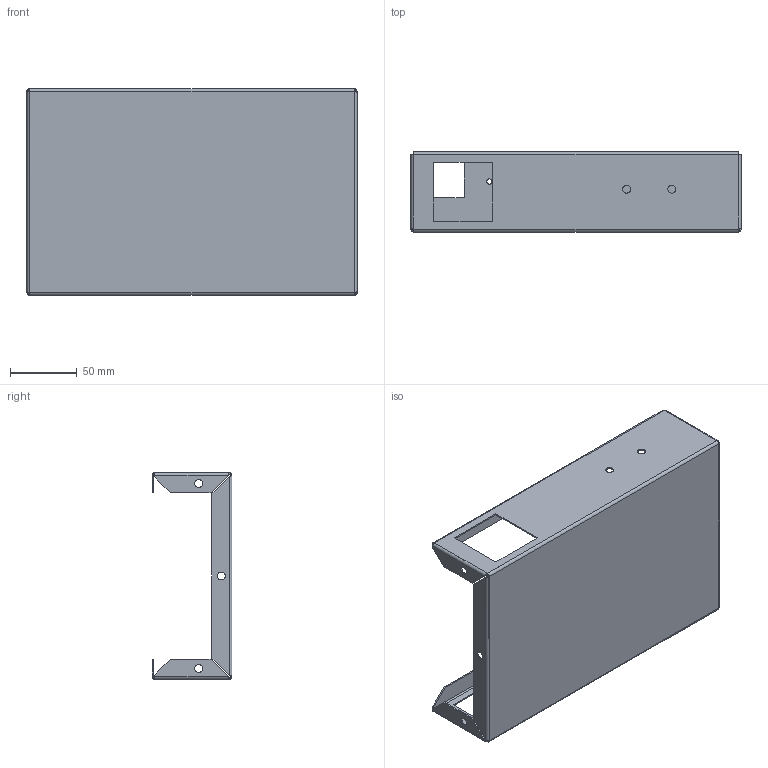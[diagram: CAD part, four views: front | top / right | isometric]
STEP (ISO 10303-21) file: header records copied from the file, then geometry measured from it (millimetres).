
FILE_DESCRIPTION(/* description */ (''),/* implementation_level */ '2;1');
FILE_NAME(/* name */ 'Box base.stp',/* time_stamp */ '2020-08-22T12:38:49-04:00',/* author */ ('ignac'),/* organization */ (''),/* preprocessor_version */ 'ST-DEVELOPER v18',/* originating_system */ 'Autodesk Inventor 2020',/* authorisation */ '');
FILE_SCHEMA (('AUTOMOTIVE_DESIGN { 1 0 10303 214 3 1 1 }'));
Length unit declared in the file: millimetre
Products named in the file (1): box base
Bounding box: 248 x 60 x 155 mm (x, y, z)
Volume: 76082.8 mm3; surface area: 153943.1 mm2
Topology: 1 solids, 1 shells, 128 faces, 313 edges, 187 vertices
Faces by surface type: plane 86, cylinder 34, bspline 8
Full cylindrical faces by diameter (mm): 4 x2, 6 x12
Entity records: 3973 total; most frequent: CARTESIAN_POINT 901, ORIENTED_EDGE 626, DIRECTION 598, EDGE_CURVE 313, LINE 222, VECTOR 222, AXIS2_PLACEMENT_3D 188, VERTEX_POINT 187
